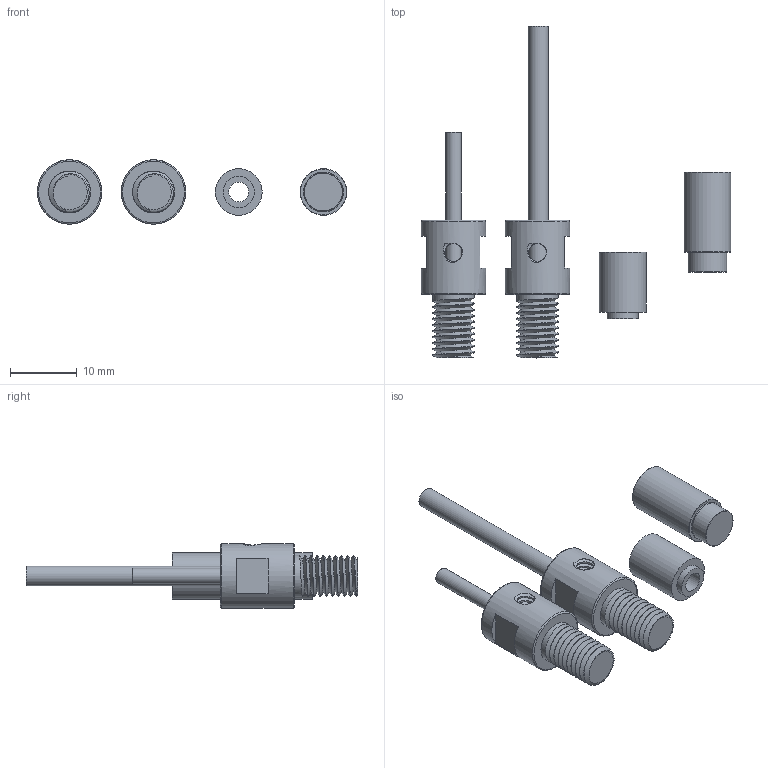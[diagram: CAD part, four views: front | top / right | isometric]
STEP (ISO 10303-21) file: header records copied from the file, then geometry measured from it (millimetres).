
FILE_DESCRIPTION(('HOOPS Exchange Step'),'2;1');
FILE_NAME('temp_export','2022-12-07T16:27:50-06:00',('jonat'),('Shapr3D Limited'),'HOOPS Exchange 2022.0','Shapr3D','Authorized');
FILE_SCHEMA( ('AUTOMOTIVE_DESIGN { 1 0 10303 214 1 1 1 1 }') );
Length unit declared in the file: millimetre
Products named in the file (3): Pin driver 3 mm; Pin driver 3/32”; root
Assembly tree (2 placements, depth 2):
  root
    Pin driver 3 mm
    Pin driver 3/32”
Bounding box: 46.44 x 49.81 x 9.67 mm (x, y, z)
Volume: 3090.3 mm3; surface area: 3150 mm2
Topology: 6 solids, 6 shells, 124 faces, 310 edges, 206 vertices
Faces by surface type: cylinder 49, plane 36, bspline 20, torus 16, cone 3
Full cylindrical faces by diameter (mm): 2.381 x3, 2.692 x8, 3 x3, 4.7 x1, 5.8 x1, 6.287 x18, 7 x2, 9.674 x2
Entity records: 25770 total; most frequent: CARTESIAN_POINT 23045, ORIENTED_EDGE 620, DIRECTION 474, EDGE_CURVE 310, VERTEX_POINT 206, AXIS2_PLACEMENT_3D 197, EDGE_LOOP 138, FACE_BOUND 138
